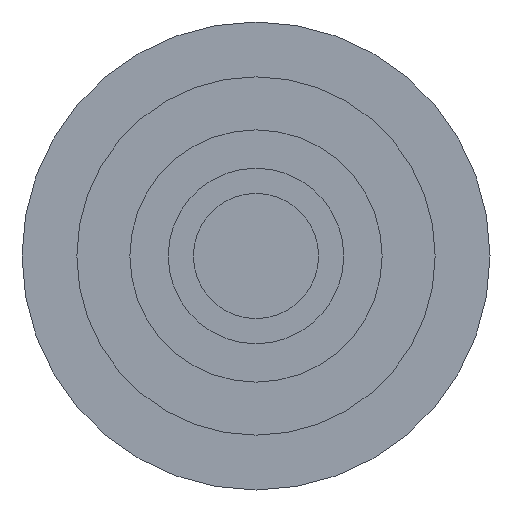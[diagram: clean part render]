
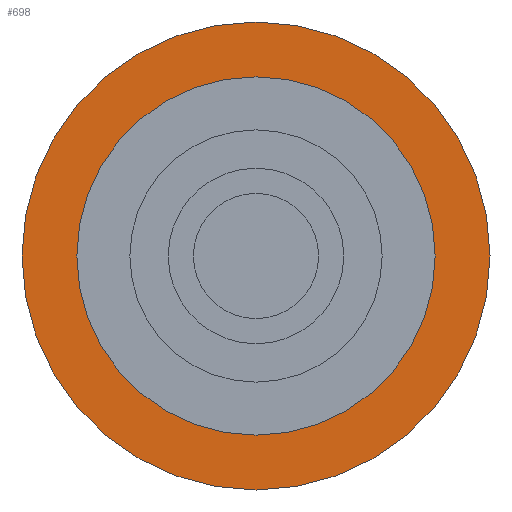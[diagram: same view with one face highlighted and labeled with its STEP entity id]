
A CAD part, front view. The second image highlights one B-rep face of the part: STEP entity #698.
In plain terms, the highlighted planar face has unit normal (0, -1, 0).
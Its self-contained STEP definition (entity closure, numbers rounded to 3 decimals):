
#3 = DIRECTION ( 'NONE',  ( 0., 1., 0. ) ) ;
#6 = EDGE_CURVE ( 'NONE', #433, #500, #1204, .T. ) ;
#39 = CARTESIAN_POINT ( 'NONE',  ( 0., 0., 0. ) ) ;
#58 = ORIENTED_EDGE ( 'NONE', *, *, #1448, .F. ) ;
#63 = CIRCLE ( 'NONE', #961, 6.4 ) ;
#66 = ORIENTED_EDGE ( 'NONE', *, *, #1254, .F. ) ;
#69 = DIRECTION ( 'NONE',  ( 0., 0., -1. ) ) ;
#116 = ORIENTED_EDGE ( 'NONE', *, *, #1479, .F. ) ;
#134 = CARTESIAN_POINT ( 'NONE',  ( 0., 0., 6.4 ) ) ;
#208 = CIRCLE ( 'NONE', #767, 4.9 ) ;
#266 = AXIS2_PLACEMENT_3D ( 'NONE', #1136, #763, #626 ) ;
#406 = DIRECTION ( 'NONE',  ( 0., 0., 1. ) ) ;
#424 = EDGE_LOOP ( 'NONE', ( #58, #1488 ) ) ;
#433 = VERTEX_POINT ( 'NONE', #134 ) ;
#500 = VERTEX_POINT ( 'NONE', #1556 ) ;
#539 = AXIS2_PLACEMENT_3D ( 'NONE', #615, #1378, #69 ) ;
#564 = DIRECTION ( 'NONE',  ( 0., -1., 0. ) ) ;
#615 = CARTESIAN_POINT ( 'NONE',  ( 0., 0., 0. ) ) ;
#626 = DIRECTION ( 'NONE',  ( 0., 0., -1. ) ) ;
#673 = AXIS2_PLACEMENT_3D ( 'NONE', #1708, #3, #406 ) ;
#698 = ADVANCED_FACE ( 'NONE', ( #1238, #1585 ), #1505, .T. ) ;
#763 = DIRECTION ( 'NONE',  ( 0., -1., 0. ) ) ;
#767 = AXIS2_PLACEMENT_3D ( 'NONE', #814, #564, #1333 ) ;
#814 = CARTESIAN_POINT ( 'NONE',  ( 0., 0., 0. ) ) ;
#930 = CARTESIAN_POINT ( 'NONE',  ( 0., 0., -4.9 ) ) ;
#961 = AXIS2_PLACEMENT_3D ( 'NONE', #39, #1473, #1347 ) ;
#970 = EDGE_LOOP ( 'NONE', ( #66, #116 ) ) ;
#990 = VERTEX_POINT ( 'NONE', #930 ) ;
#1009 = CARTESIAN_POINT ( 'NONE',  ( 0., 0., 4.9 ) ) ;
#1094 = VERTEX_POINT ( 'NONE', #1009 ) ;
#1136 = CARTESIAN_POINT ( 'NONE',  ( 0., 0., 0. ) ) ;
#1204 = CIRCLE ( 'NONE', #673, 6.4 ) ;
#1238 = FACE_OUTER_BOUND ( 'NONE', #424, .T. ) ;
#1254 = EDGE_CURVE ( 'NONE', #1094, #990, #1353, .T. ) ;
#1333 = DIRECTION ( 'NONE',  ( 0., 0., -1. ) ) ;
#1347 = DIRECTION ( 'NONE',  ( 0., 0., 1. ) ) ;
#1353 = CIRCLE ( 'NONE', #266, 4.9 ) ;
#1378 = DIRECTION ( 'NONE',  ( 0., -1., 0. ) ) ;
#1448 = EDGE_CURVE ( 'NONE', #500, #433, #63, .T. ) ;
#1473 = DIRECTION ( 'NONE',  ( 0., 1., 0. ) ) ;
#1479 = EDGE_CURVE ( 'NONE', #990, #1094, #208, .T. ) ;
#1488 = ORIENTED_EDGE ( 'NONE', *, *, #6, .F. ) ;
#1505 = PLANE ( 'NONE',  #539 ) ;
#1556 = CARTESIAN_POINT ( 'NONE',  ( 0., 0., -6.4 ) ) ;
#1585 = FACE_BOUND ( 'NONE', #970, .T. ) ;
#1708 = CARTESIAN_POINT ( 'NONE',  ( 0., 0., 0. ) ) ;
